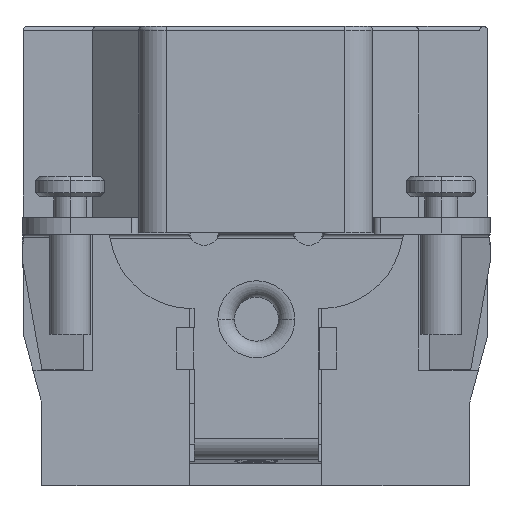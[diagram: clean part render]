
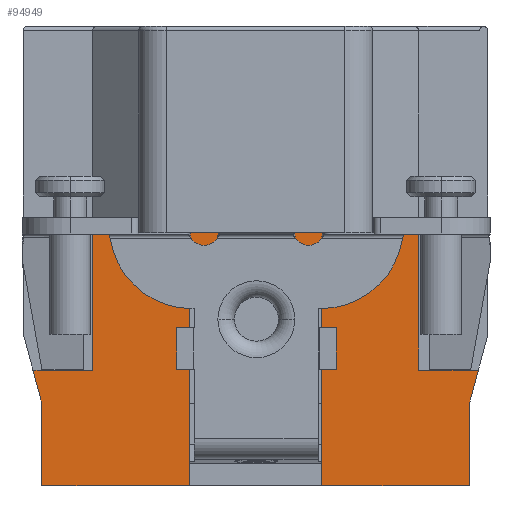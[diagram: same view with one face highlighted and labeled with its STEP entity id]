
A CAD part, front view. The second image highlights one B-rep face of the part: STEP entity #94949.
In plain terms, the highlighted planar face has unit normal (0, -1, 0).
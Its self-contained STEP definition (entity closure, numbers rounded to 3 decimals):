
#325=DIRECTION('',(-1.,0.,0.));
#326=VECTOR('',#325,10.76);
#327=CARTESIAN_POINT('',(15.56,-31.75,-31.9));
#328=LINE('',#327,#326);
#373=DIRECTION('',(-1.,0.,0.));
#374=VECTOR('',#373,10.76);
#375=CARTESIAN_POINT('',(-4.8,-31.75,-31.9));
#376=LINE('',#375,#374);
#10951=DIRECTION('',(-1.,0.,0.));
#10952=VECTOR('',#10951,16.893);
#10953=CARTESIAN_POINT('',(9.756,-31.75,-13.1));
#10954=LINE('',#10953,#10952);
#21266=DIRECTION('',(-1.,0.,0.));
#21267=VECTOR('',#21266,2.094);
#21268=CARTESIAN_POINT('',(11.85,-31.75,-12.4));
#21269=LINE('',#21268,#21267);
#21278=DIRECTION('',(-1.,0.,0.));
#21279=VECTOR('',#21278,4.713);
#21280=CARTESIAN_POINT('',(-7.137,-31.75,-12.4));
#21281=LINE('',#21280,#21279);
#23555=DIRECTION('',(0.,0.,1.));
#23556=VECTOR('',#23555,0.7);
#23557=CARTESIAN_POINT('',(-7.137,-31.75,-13.1));
#23558=LINE('',#23557,#23556);
#23568=DIRECTION('',(0.,0.,-1.));
#23569=VECTOR('',#23568,11.1);
#23570=CARTESIAN_POINT('',(11.85,-31.75,-12.4));
#23571=LINE('',#23570,#23569);
#23572=DIRECTION('',(1.,0.,0.));
#23573=VECTOR('',#23572,4.353);
#23574=CARTESIAN_POINT('',(11.85,-31.75,-23.5));
#23575=LINE('',#23574,#23573);
#23576=DIRECTION('',(0.,0.,-1.));
#23577=VECTOR('',#23576,6.);
#23578=CARTESIAN_POINT('',(15.56,-31.75,-25.9));
#23579=LINE('',#23578,#23577);
#23580=DIRECTION('',(-1.,0.,0.));
#23581=VECTOR('',#23580,9.6);
#23582=CARTESIAN_POINT('',(4.8,-31.75,-14.7));
#23583=LINE('',#23582,#23581);
#23584=DIRECTION('',(-0.259,0.,0.966));
#23585=VECTOR('',#23584,2.485);
#23586=CARTESIAN_POINT('',(-15.56,-31.75,-25.9));
#23587=LINE('',#23586,#23585);
#23588=DIRECTION('',(0.,0.,1.));
#23589=VECTOR('',#23588,11.1);
#23590=CARTESIAN_POINT('',(-11.85,-31.75,-23.5));
#23591=LINE('',#23590,#23589);
#23634=DIRECTION('',(0.259,0.,0.966));
#23635=VECTOR('',#23634,2.485);
#23636=CARTESIAN_POINT('',(15.56,-31.75,-25.9));
#23637=LINE('',#23636,#23635);
#23863=DIRECTION('',(-1.,0.,0.));
#23864=VECTOR('',#23863,4.353);
#23865=CARTESIAN_POINT('',(-11.85,-31.75,-23.5));
#23866=LINE('',#23865,#23864);
#23922=DIRECTION('',(0.,0.,-1.));
#23923=VECTOR('',#23922,6.);
#23924=CARTESIAN_POINT('',(-15.56,-31.75,-25.9));
#23925=LINE('',#23924,#23923);
#25353=DIRECTION('',(0.,0.,1.));
#25354=VECTOR('',#25353,0.7);
#25355=CARTESIAN_POINT('',(9.756,-31.75,-13.1));
#25356=LINE('',#25355,#25354);
#27187=DIRECTION('',(0.,0.,1.));
#27188=VECTOR('',#27187,17.2);
#27189=CARTESIAN_POINT('',(-4.8,-31.75,-31.9));
#27190=LINE('',#27189,#27188);
#27255=DIRECTION('',(0.,0.,-1.));
#27256=VECTOR('',#27255,17.2);
#27257=CARTESIAN_POINT('',(4.8,-31.75,-14.7));
#27258=LINE('',#27257,#27256);
#55525=CARTESIAN_POINT('',(-7.137,-31.75,-13.1));
#55526=CARTESIAN_POINT('',(-7.137,-31.75,-12.4));
#55527=VERTEX_POINT('',#55525);
#55528=VERTEX_POINT('',#55526);
#55537=CARTESIAN_POINT('',(9.756,-31.75,-13.1));
#55538=CARTESIAN_POINT('',(9.756,-31.75,-12.4));
#55539=VERTEX_POINT('',#55537);
#55540=VERTEX_POINT('',#55538);
#55625=CARTESIAN_POINT('',(4.8,-31.75,-14.7));
#55626=CARTESIAN_POINT('',(-4.8,-31.75,-14.7));
#55627=VERTEX_POINT('',#55625);
#55628=VERTEX_POINT('',#55626);
#57103=CARTESIAN_POINT('',(11.85,-31.75,-23.5));
#57105=VERTEX_POINT('',#57103);
#57107=CARTESIAN_POINT('',(-11.85,-31.75,-23.5));
#57109=VERTEX_POINT('',#57107);
#57120=CARTESIAN_POINT('',(16.203,-31.75,-23.5));
#57121=VERTEX_POINT('',#57120);
#57126=CARTESIAN_POINT('',(-16.203,-31.75,-23.5));
#57127=VERTEX_POINT('',#57126);
#63960=CARTESIAN_POINT('',(15.56,-31.75,-31.9));
#63961=CARTESIAN_POINT('',(4.8,-31.75,-31.9));
#63962=VERTEX_POINT('',#63960);
#63963=VERTEX_POINT('',#63961);
#63976=CARTESIAN_POINT('',(-4.8,-31.75,-31.9));
#63977=VERTEX_POINT('',#63976);
#63978=CARTESIAN_POINT('',(-15.56,-31.75,-31.9));
#63979=VERTEX_POINT('',#63978);
#64062=CARTESIAN_POINT('',(-15.56,-31.75,-25.9));
#64063=VERTEX_POINT('',#64062);
#64064=CARTESIAN_POINT('',(15.56,-31.75,-25.9));
#64065=VERTEX_POINT('',#64064);
#64454=CARTESIAN_POINT('',(-11.85,-31.75,-12.4));
#64456=VERTEX_POINT('',#64454);
#64462=CARTESIAN_POINT('',(11.85,-31.75,-12.4));
#64464=VERTEX_POINT('',#64462);
#94912=CARTESIAN_POINT('',(-16.9,-31.75,-13.5));
#94913=DIRECTION('',(0.,-1.,0.));
#94914=DIRECTION('',(1.,0.,0.));
#94915=AXIS2_PLACEMENT_3D('',#94912,#94913,#94914);
#94916=PLANE('',#94915);
#94917=ORIENTED_EDGE('',*,*,#91608,.F.);
#94919=ORIENTED_EDGE('',*,*,#94918,.T.);
#94921=ORIENTED_EDGE('',*,*,#94920,.T.);
#94923=ORIENTED_EDGE('',*,*,#94922,.F.);
#94925=ORIENTED_EDGE('',*,*,#94924,.T.);
#94926=ORIENTED_EDGE('',*,*,#73027,.T.);
#94928=ORIENTED_EDGE('',*,*,#94927,.F.);
#94930=ORIENTED_EDGE('',*,*,#94929,.T.);
#94932=ORIENTED_EDGE('',*,*,#94931,.F.);
#94933=ORIENTED_EDGE('',*,*,#73051,.T.);
#94935=ORIENTED_EDGE('',*,*,#94934,.F.);
#94937=ORIENTED_EDGE('',*,*,#94936,.T.);
#94939=ORIENTED_EDGE('',*,*,#94938,.F.);
#94941=ORIENTED_EDGE('',*,*,#94940,.T.);
#94942=ORIENTED_EDGE('',*,*,#91638,.F.);
#94943=ORIENTED_EDGE('',*,*,#94904,.F.);
#94944=ORIENTED_EDGE('',*,*,#82191,.F.);
#94946=ORIENTED_EDGE('',*,*,#94945,.T.);
#94947=EDGE_LOOP('',(#94917,#94919,#94921,#94923,#94925,#94926,#94928,#94930,
#94932,#94933,#94935,#94937,#94939,#94941,#94942,#94943,#94944,#94946));
#94948=FACE_OUTER_BOUND('',#94947,.F.);
#94949=ADVANCED_FACE('',(#94948),#94916,.T.);
#73027=EDGE_CURVE('',#63962,#63963,#328,.T.);
#73051=EDGE_CURVE('',#63977,#63979,#376,.T.);
#82191=EDGE_CURVE('',#55539,#55527,#10954,.T.);
#91608=EDGE_CURVE('',#64464,#55540,#21269,.T.);
#91638=EDGE_CURVE('',#55528,#64456,#21281,.T.);
#94904=EDGE_CURVE('',#55527,#55528,#23558,.T.);
#94918=EDGE_CURVE('',#64464,#57105,#23571,.T.);
#94920=EDGE_CURVE('',#57105,#57121,#23575,.T.);
#94922=EDGE_CURVE('',#64065,#57121,#23637,.T.);
#94924=EDGE_CURVE('',#64065,#63962,#23579,.T.);
#94927=EDGE_CURVE('',#55627,#63963,#27258,.T.);
#94929=EDGE_CURVE('',#55627,#55628,#23583,.T.);
#94931=EDGE_CURVE('',#63977,#55628,#27190,.T.);
#94934=EDGE_CURVE('',#64063,#63979,#23925,.T.);
#94936=EDGE_CURVE('',#64063,#57127,#23587,.T.);
#94938=EDGE_CURVE('',#57109,#57127,#23866,.T.);
#94940=EDGE_CURVE('',#57109,#64456,#23591,.T.);
#94945=EDGE_CURVE('',#55539,#55540,#25356,.T.);
